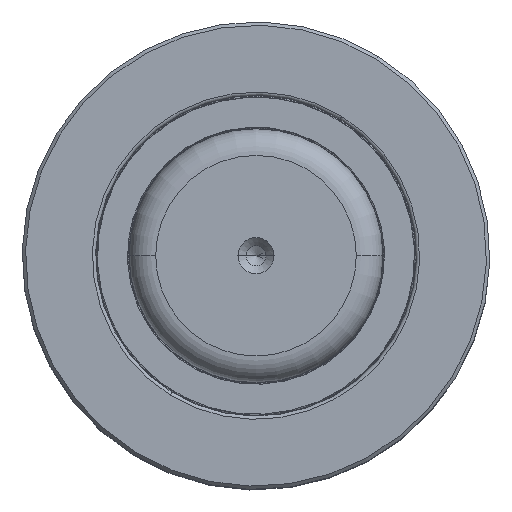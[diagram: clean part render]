
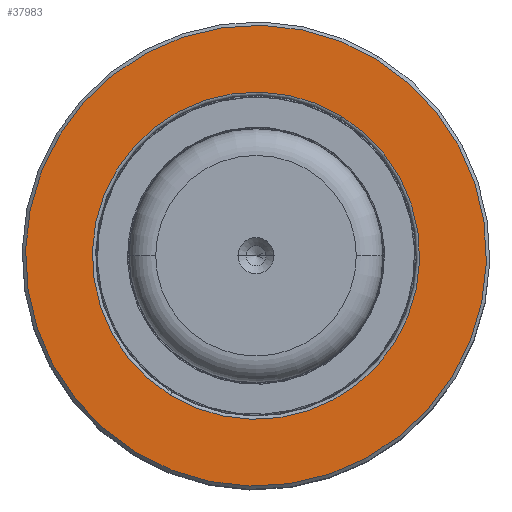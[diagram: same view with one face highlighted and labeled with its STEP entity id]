
A CAD part, top view. The second image highlights one B-rep face of the part: STEP entity #37983.
In plain terms, the highlighted face is planar.
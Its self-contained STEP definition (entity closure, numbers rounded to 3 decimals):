
#1540 = CARTESIAN_POINT ( 'NONE',  ( 0., 45.687, 0. ) ) ;
#1548 = VERTEX_POINT ( 'NONE', #53885 ) ;
#4007 = EDGE_CURVE ( 'NONE', #53703, #21817, #27878, .T. ) ;
#4112 = DIRECTION ( 'NONE',  ( 0., 0., -1. ) ) ;
#5329 = CARTESIAN_POINT ( 'NONE',  ( 34.5, 45.687, 0. ) ) ;
#5721 = DIRECTION ( 'NONE',  ( 0., 0., 1. ) ) ;
#6326 = AXIS2_PLACEMENT_3D ( 'NONE', #26778, #40775, #4112 ) ;
#9992 = DIRECTION ( 'NONE',  ( 0., -1., 0. ) ) ;
#10342 = DIRECTION ( 'NONE',  ( 0., 1., 0. ) ) ;
#10375 = DIRECTION ( 'NONE',  ( 0., 0., -1. ) ) ;
#11254 = ORIENTED_EDGE ( 'NONE', *, *, #55440, .F. ) ;
#12208 = CARTESIAN_POINT ( 'NONE',  ( 0., 45.687, 0. ) ) ;
#12641 = ORIENTED_EDGE ( 'NONE', *, *, #55702, .T. ) ;
#13173 = CARTESIAN_POINT ( 'NONE',  ( 0., 45.687, 24.5 ) ) ;
#16685 = AXIS2_PLACEMENT_3D ( 'NONE', #12208, #52668, #43654 ) ;
#17124 = CIRCLE ( 'NONE', #56439, 34.5 ) ;
#19975 = CIRCLE ( 'NONE', #50304, 24.5 ) ;
#20365 = DIRECTION ( 'NONE',  ( 0., -1., 0. ) ) ;
#21623 = FACE_BOUND ( 'NONE', #23055, .T. ) ;
#21817 = VERTEX_POINT ( 'NONE', #40806 ) ;
#23055 = EDGE_LOOP ( 'NONE', ( #12641, #40361 ) ) ;
#24985 = DIRECTION ( 'NONE',  ( 0., 0., -1. ) ) ;
#25159 = VERTEX_POINT ( 'NONE', #13173 ) ;
#26778 = CARTESIAN_POINT ( 'NONE',  ( 0., 45.687, 0. ) ) ;
#26990 = CIRCLE ( 'NONE', #16685, 24.5 ) ;
#27291 = EDGE_CURVE ( 'NONE', #25159, #1548, #26990, .T. ) ;
#27878 = CIRCLE ( 'NONE', #6326, 34.5 ) ;
#33532 = AXIS2_PLACEMENT_3D ( 'NONE', #5329, #10342, #5721 ) ;
#33745 = EDGE_LOOP ( 'NONE', ( #11254, #34085 ) ) ;
#34085 = ORIENTED_EDGE ( 'NONE', *, *, #4007, .F. ) ;
#37983 = ADVANCED_FACE ( 'NONE', ( #21623, #56699 ), #55774, .T. ) ;
#40361 = ORIENTED_EDGE ( 'NONE', *, *, #27291, .T. ) ;
#40775 = DIRECTION ( 'NONE',  ( 0., -1., 0. ) ) ;
#40806 = CARTESIAN_POINT ( 'NONE',  ( 0., 45.687, -34.5 ) ) ;
#42875 = CARTESIAN_POINT ( 'NONE',  ( 0., 45.687, 34.5 ) ) ;
#43654 = DIRECTION ( 'NONE',  ( 0., 0., -1. ) ) ;
#50304 = AXIS2_PLACEMENT_3D ( 'NONE', #1540, #20365, #24985 ) ;
#50808 = CARTESIAN_POINT ( 'NONE',  ( 0., 45.687, 0. ) ) ;
#52668 = DIRECTION ( 'NONE',  ( 0., -1., 0. ) ) ;
#53703 = VERTEX_POINT ( 'NONE', #42875 ) ;
#53885 = CARTESIAN_POINT ( 'NONE',  ( 0., 45.687, -24.5 ) ) ;
#55440 = EDGE_CURVE ( 'NONE', #21817, #53703, #17124, .T. ) ;
#55702 = EDGE_CURVE ( 'NONE', #1548, #25159, #19975, .T. ) ;
#55774 = PLANE ( 'NONE',  #33532 ) ;
#56439 = AXIS2_PLACEMENT_3D ( 'NONE', #50808, #9992, #10375 ) ;
#56699 = FACE_OUTER_BOUND ( 'NONE', #33745, .T. ) ;
